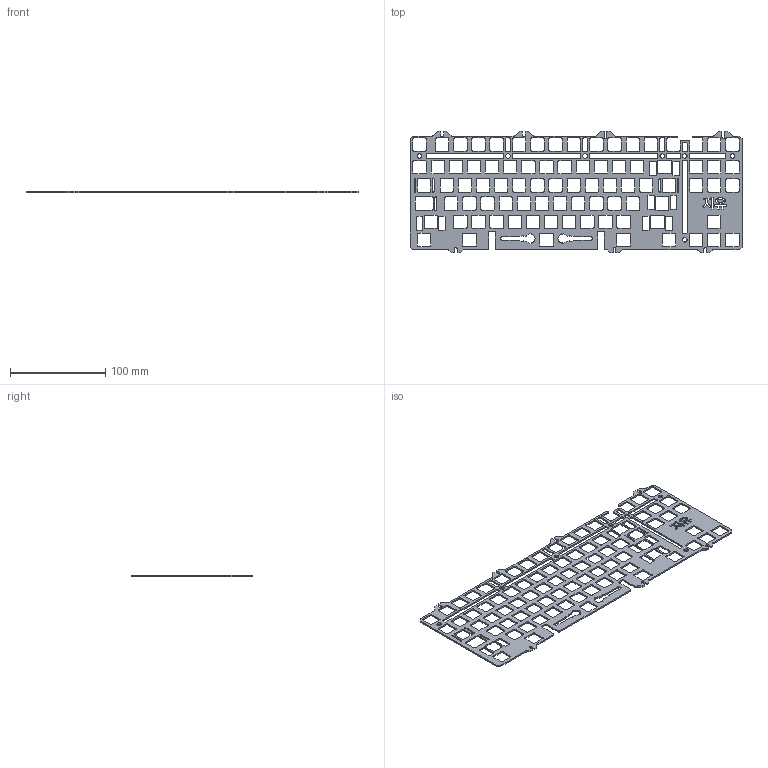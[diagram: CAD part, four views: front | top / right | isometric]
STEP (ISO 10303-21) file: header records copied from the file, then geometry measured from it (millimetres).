
FILE_DESCRIPTION(/* description */ (''),/* implementation_level */ '2;1');
FILE_NAME(/* name */ 'Full Plate v1.step',/* time_stamp */ '2021-05-17T14:47:44-05:00',/* author */ (''),/* organization */ (''),/* preprocessor_version */ 'ST-DEVELOPER v18.1',/* originating_system */ 'Autodesk Translation Framework v10.6.0.1341',/* authorisation */ '');
FILE_SCHEMA (('AUTOMOTIVE_DESIGN { 1 0 10303 214 3 1 1 }'));
Length unit declared in the file: millimetre
Products named in the file (2): Full Plate; Component2
Assembly tree (1 placements, depth 2):
  Full Plate
    Component2
Bounding box: 348.66 x 127.96 x 1.6 mm (x, y, z)
Volume: 34274.9 mm3; surface area: 54913.2 mm2
Topology: 1 solids, 1 shells, 1218 faces, 3648 edges, 2432 vertices
Faces by surface type: cylinder 594, plane 592, bspline 32
Full cylindrical faces by diameter (mm): 4.762 x7
Entity records: 41969 total; most frequent: CARTESIAN_POINT 7717, ORIENTED_EDGE 7296, DIRECTION 7150, EDGE_CURVE 3648, VERTEX_POINT 2432, LINE 2396, VECTOR 2396, AXIS2_PLACEMENT_3D 2377
